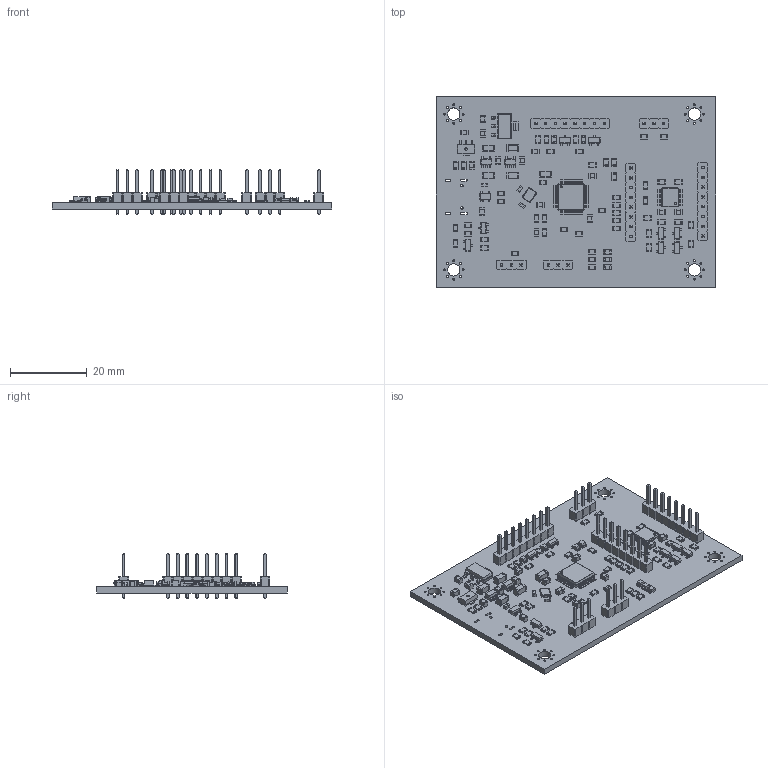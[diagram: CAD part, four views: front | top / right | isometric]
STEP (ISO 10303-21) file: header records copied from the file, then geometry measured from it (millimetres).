
FILE_DESCRIPTION(('KiCad electronic assembly'),'2;1');
FILE_NAME('DapLink_STM32F103CBT6.step','2024-07-27T23:48:30',('Pcbnew'), ('Kicad'),'Open CASCADE STEP processor 7.8','KiCad to STEP converter', 'Unknown');
FILE_SCHEMA(('AUTOMOTIVE_DESIGN { 1 0 10303 214 1 1 1 1 }'));
Length unit declared in the file: millimetre
Products named in the file (34): DapLink_STM32F103CBT6 1; R_0805_2012Metric; PinHeader_1x08_P2.54mm_Vertical; PinHeader_1x08_P254mm_Vertical; C_0805_2012Metric; TSSOP-14_4.4x5mm_P0.65mm; TSSOP_14_44x5mm_P065mm; SOT-23-5; SOT_23_5; C_1206_3216Metric; PinHeader_1x03_P2.54mm_Vertical; PinHeader_1x03_P254mm_Vertical; LED_0805_2012Metric; SOT-23; SOT_23; SOT-89-3; CQ assembly; SOT-143; SOT_143; C_0603_1608Metric; L_0603_1608Metric; Crystal_SMD_3225-4Pin_3.2x2.5mm; LQFP-48_7x7mm_P0.5mm; LQFP_48_7x7mm_P05mm; SOT-223; SOT_223; DapLink_STM32F103CBT6_PCB
Assembly tree (114 placements, depth 3):
  DapLink_STM32F103CBT6 1
    R_0805_2012Metric  x45
      R_0805_2012Metric
    PinHeader_1x08_P2.54mm_Vertical  x3
      PinHeader_1x08_P254mm_Vertical
    C_0805_2012Metric  x15
      C_0805_2012Metric
    TSSOP-14_4.4x5mm_P0.65mm
      TSSOP_14_44x5mm_P065mm
    SOT-23-5  x2
      SOT_23_5
    C_1206_3216Metric  x5
      C_1206_3216Metric
    PinHeader_1x03_P2.54mm_Vertical  x3
      PinHeader_1x03_P254mm_Vertical
    LED_0805_2012Metric  x7
      LED_0805_2012Metric
    SOT-23  x8
      SOT_23
    SOT-89-3
      CQ assembly
    SOT-143
      SOT_143
    C_0603_1608Metric  x2
      C_0603_1608Metric
    L_0603_1608Metric
      L_0603_1608Metric
    Crystal_SMD_3225-4Pin_3.2x2.5mm
      Crystal_SMD_3225-4Pin_3.2x2.5mm
    LQFP-48_7x7mm_P0.5mm
      LQFP_48_7x7mm_P05mm
    SOT-223
      SOT_223
    DapLink_STM32F103CBT6_PCB
Bounding box: 72.5 x 49.5 x 11.54 mm (x, y, z)
Volume: 6626.2 mm3; surface area: 10886.4 mm2
Topology: 102 solids, 102 shells, 5151 faces, 13169 edges, 8346 vertices
Faces by surface type: plane 3513, cylinder 1202, bspline 436
Full cylindrical faces by diameter (mm): 0.5 x34, 0.65 x2, 0.7 x1, 1 x33, 3.2 x4
Entity records: 77014 total; most frequent: CARTESIAN_POINT 14303, ORIENTED_EDGE 10348, DIRECTION 9688, EDGE_CURVE 5174, LINE 4034, VECTOR 4034, VERTEX_POINT 3262, AXIS2_PLACEMENT_3D 2827
